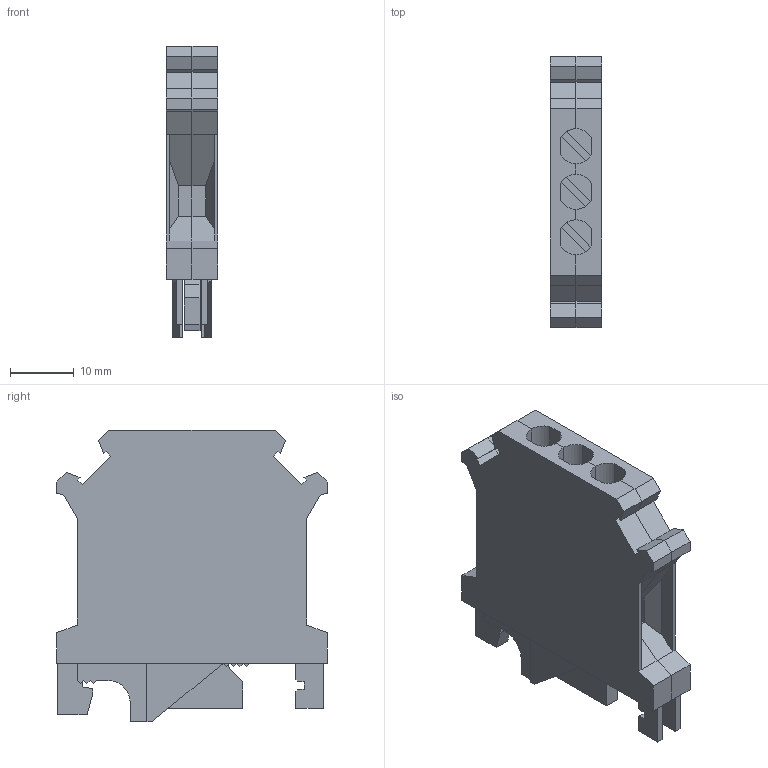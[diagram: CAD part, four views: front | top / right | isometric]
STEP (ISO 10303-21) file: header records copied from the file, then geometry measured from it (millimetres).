
FILE_DESCRIPTION(('Creo Elements/Direct Modeling STEP Export'),'2;1');
FILE_NAME('model.stp','2018-02-28T15:39:07',(''),(''),'Creo Elements/Direct Modeling STEP processor for AP214 (Solid Model)','Creo Elements/Direct Modeling 18.1I 14-Aug-2016 (C) Parametric Technology GmbH','');
FILE_SCHEMA(('AUTOMOTIVE_DESIGN { 1 0 10303 214 1 1 1 1 }'));
Length unit declared in the file: millimetre
Products named in the file (2): USLKG_10-1-select
Assembly tree (1 placements, depth 2):
  USLKG_10-1-select
    USLKG_10-1-select
Bounding box: 8.15 x 42.5 x 45.8 mm (x, y, z)
Volume: 9862.6 mm3; surface area: 5965.6 mm2
Topology: 1 solids, 1 shells, 238 faces, 611 edges, 379 vertices
Faces by surface type: plane 224, cylinder 14
Entity records: 8406 total; most frequent: ORIENTED_EDGE 1222, CARTESIAN_POINT 1115, DIRECTION 938, EDGE_CURVE 611, VECTOR 534, LINE 534, VERTEX_POINT 379, EDGE_LOOP 242
